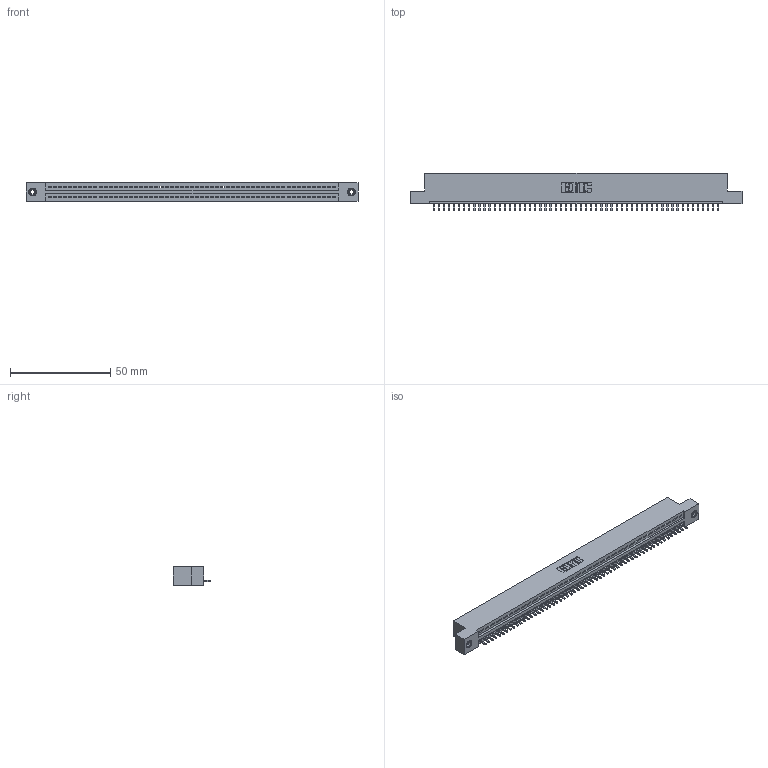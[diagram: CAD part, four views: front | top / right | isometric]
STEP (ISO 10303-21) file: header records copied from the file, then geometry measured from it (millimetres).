
FILE_DESCRIPTION (( 'STEP AP203' ), '1' );
FILE_NAME ('345-057-521-108.STEP', '2019-10-10T12:52:24', ( '' ), ( '' ), 'SwSTEP 2.0', 'SolidWorks 2016', '' );
FILE_SCHEMA (( 'CONFIG_CONTROL_DESIGN' ));
Length unit declared in the file: inch
Products named in the file (4): 345-057-521-108; 345-292-001_345-293-121; 345 Part_Flush Mounting Lugs - 0.156 Dia-TI; 345-250-001_345-250-003-102
Assembly tree (60 placements, depth 2):
  345-057-521-108
    345 Part_Flush Mounting Lugs - 0.156 Dia-TI
    345-292-001_345-293-121  x57
    345-250-001_345-250-003-102  x2
Bounding box: 165.99 x 18.72 x 9.4 mm (x, y, z)
Volume: 15720 mm3; surface area: 20479.2 mm2
Topology: 60 solids, 60 shells, 3492 faces, 10509 edges, 6922 vertices
Faces by surface type: plane 2392, cylinder 1084, cone 12, torus 4
Entity records: 42084 total; most frequent: CARTESIAN_POINT 7270, ORIENTED_EDGE 7254, DIRECTION 6355, EDGE_CURVE 3627, LINE 3247, VECTOR 3247, VERTEX_POINT 2412, AXIS2_PLACEMENT_3D 1554
